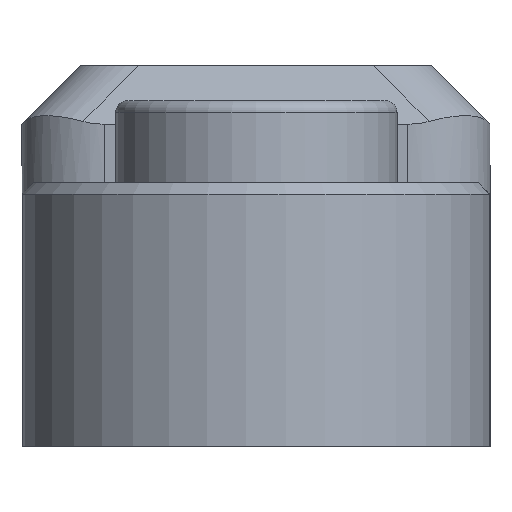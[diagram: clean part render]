
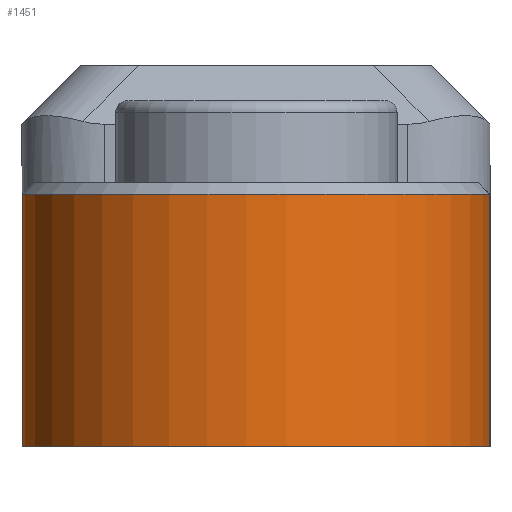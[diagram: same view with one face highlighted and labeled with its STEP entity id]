
A CAD part, left-side view. The second image highlights one B-rep face of the part: STEP entity #1451.
In plain terms, the highlighted cylindrical face has radius 20 mm (diameter 40 mm), a partial arc.
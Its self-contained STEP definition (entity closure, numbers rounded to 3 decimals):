
#153=FACE_OUTER_BOUND('',#241,.T.);
#241=EDGE_LOOP('',(#1251,#1252,#1253,#1254));
#369=LINE('',#2471,#499);
#370=LINE('',#2473,#500);
#499=VECTOR('',#1996,10.);
#500=VECTOR('',#1999,10.);
#545=CIRCLE('',#1527,20.);
#584=CIRCLE('',#1607,20.);
#648=VERTEX_POINT('',#2236);
#649=VERTEX_POINT('',#2238);
#697=VERTEX_POINT('',#2438);
#703=VERTEX_POINT('',#2453);
#799=EDGE_CURVE('',#648,#649,#545,.T.);
#894=EDGE_CURVE('',#703,#697,#584,.T.);
#900=EDGE_CURVE('',#648,#697,#369,.T.);
#901=EDGE_CURVE('',#649,#703,#370,.T.);
#1251=ORIENTED_EDGE('',*,*,#894,.F.);
#1252=ORIENTED_EDGE('',*,*,#901,.F.);
#1253=ORIENTED_EDGE('',*,*,#799,.F.);
#1254=ORIENTED_EDGE('',*,*,#900,.T.);
#1387=CYLINDRICAL_SURFACE('',#1609,20.);
#1451=ADVANCED_FACE('',(#153),#1387,.T.);
#1527=AXIS2_PLACEMENT_3D('',#2239,#1775,#1776);
#1607=AXIS2_PLACEMENT_3D('',#2460,#1987,#1988);
#1609=AXIS2_PLACEMENT_3D('',#2472,#1997,#1998);
#1775=DIRECTION('center_axis',(0.,0.,-1.));
#1776=DIRECTION('ref_axis',(0.,1.,0.));
#1987=DIRECTION('center_axis',(0.,0.,1.));
#1988=DIRECTION('ref_axis',(0.,1.,0.));
#1996=DIRECTION('',(0.,0.,1.));
#1997=DIRECTION('center_axis',(0.,0.,1.));
#1998=DIRECTION('ref_axis',(0.,1.,0.));
#1999=DIRECTION('',(0.,0.,1.));
#2236=CARTESIAN_POINT('',(-191.707,-19.927,-182.5));
#2238=CARTESIAN_POINT('',(-190.,20.,-182.5));
#2239=CARTESIAN_POINT('Origin',(-190.,0.,-182.5));
#2438=CARTESIAN_POINT('',(-191.707,-19.927,-161.));
#2453=CARTESIAN_POINT('',(-190.,20.,-161.));
#2460=CARTESIAN_POINT('Origin',(-190.,0.,-161.));
#2471=CARTESIAN_POINT('',(-191.707,-19.927,-205.));
#2472=CARTESIAN_POINT('Origin',(-190.,0.,-205.));
#2473=CARTESIAN_POINT('',(-190.,20.,-205.));
